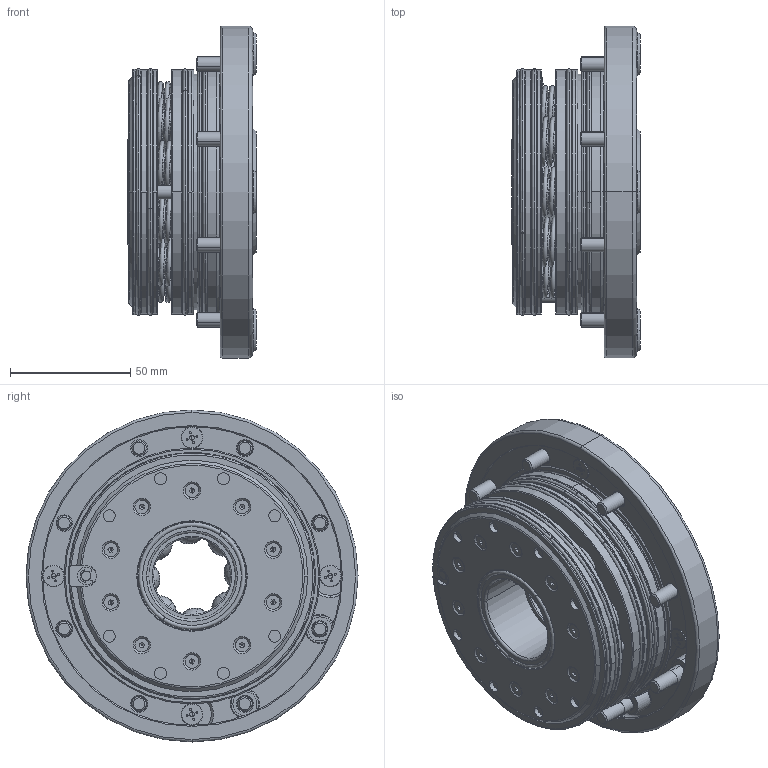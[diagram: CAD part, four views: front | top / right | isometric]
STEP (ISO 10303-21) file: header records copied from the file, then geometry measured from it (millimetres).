
FILE_DESCRIPTION (( 'STEP AP214' ), '1' );
FILE_NAME ('LQNCZ-20.STEP', '2020-04-23T08:23:54', ( 'xtzj' ), ( '' ), 'SwSTEP 2.0', 'SolidWorks 2018', '' );
FILE_SCHEMA (( 'AUTOMOTIVE_DESIGN' ));
Length unit declared in the file: millimetre
Products named in the file (1): LQNCZ-20
Bounding box: 53.38 x 138 x 138 mm (x, y, z)
Volume: 423125 mm3; surface area: 104367.9 mm2
Topology: 23 solids, 44 shells, 1112 faces, 2528 edges, 1505 vertices
Faces by surface type: plane 355, cylinder 311, cone 238, torus 130, bspline 46, sphere 32
Entity records: 73883 total; most frequent: CARTESIAN_POINT 48723, DIRECTION 5550, ORIENTED_EDGE 4852, EDGE_CURVE 2426, AXIS2_PLACEMENT_3D 2281, VERTEX_POINT 1489, EDGE_LOOP 1309, CIRCLE 1214
